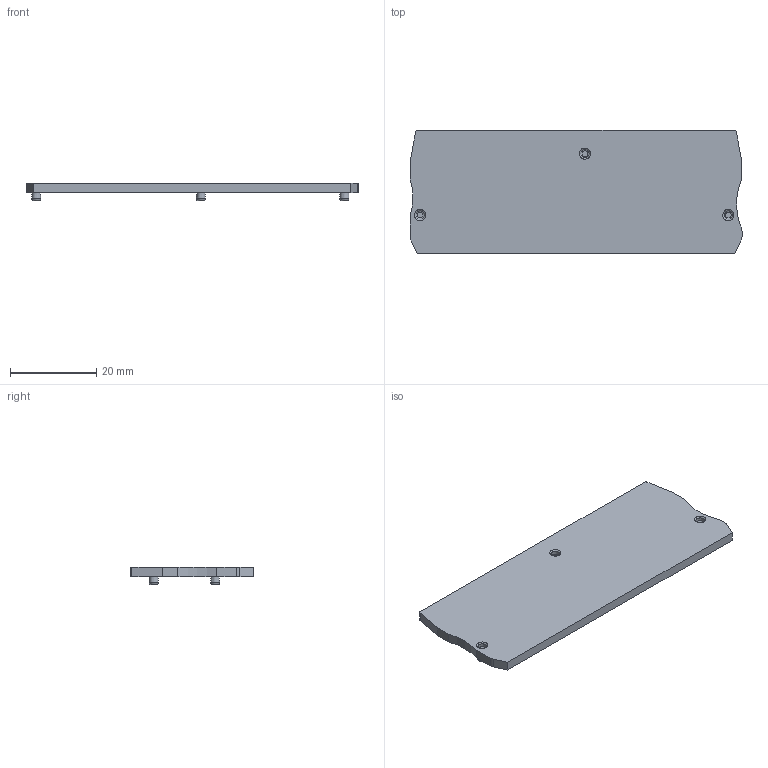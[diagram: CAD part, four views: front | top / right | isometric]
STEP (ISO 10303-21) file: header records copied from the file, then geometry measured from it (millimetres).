
FILE_DESCRIPTION(('STEP AP203'), '1');
FILE_NAME('MTP-PFO4_3D', '2024-08-28T09:43:51', ('砐錪賧瘔蠈錪 Windows'), (''), 'C3D Converter', 'C3D Toolkit', '');
FILE_SCHEMA(('CONFIG_CONTROL_DESIGN'));
Length unit declared in the file: millimetre
Bounding box: 77 x 28.7 x 4.1 mm (x, y, z)
Volume: 2116.1 mm3; surface area: 5416.2 mm2
Topology: 1 solids, 1 shells, 90 faces, 249 edges, 174 vertices
Faces by surface type: plane 48, cylinder 30, torus 9, cone 3
Full cylindrical faces by diameter (mm): 1 x3, 2 x3
Entity records: 4164 total; most frequent: CARTESIAN_POINT 1102, DIRECTION 491, ORIENTED_EDGE 456, EDGE_CURVE 228, AXIS2_PLACEMENT_3D 184, VERTEX_POINT 171, LINE 123, VECTOR 123
